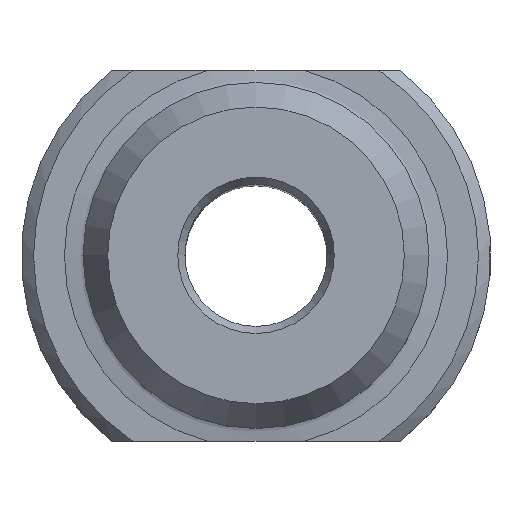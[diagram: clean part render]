
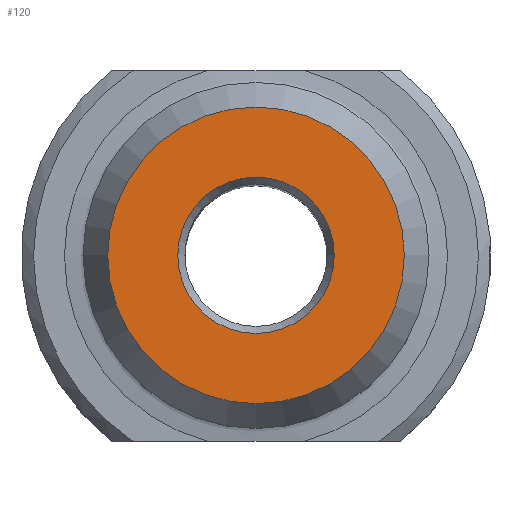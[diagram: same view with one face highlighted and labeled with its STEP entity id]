
A CAD part, top view. The second image highlights one B-rep face of the part: STEP entity #120.
In plain terms, the highlighted planar face has unit normal (0, 0, 1).
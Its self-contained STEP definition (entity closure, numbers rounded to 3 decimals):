
#40=FACE_BOUND('',#172,.T.);
#41=FACE_BOUND('',#173,.T.);
#120=ADVANCED_FACE('',(#40,#41),#148,.F.);
#148=PLANE('',#498);
#172=EDGE_LOOP('',(#286));
#173=EDGE_LOOP('',(#287));
#230=CIRCLE('',#496,12.);
#231=CIRCLE('',#497,6.327);
#286=ORIENTED_EDGE('',*,*,#414,.F.);
#287=ORIENTED_EDGE('',*,*,#415,.T.);
#366=VERTEX_POINT('',#772);
#367=VERTEX_POINT('',#774);
#414=EDGE_CURVE('',#366,#366,#230,.T.);
#415=EDGE_CURVE('',#367,#367,#231,.T.);
#496=AXIS2_PLACEMENT_3D('',#771,#597,#598);
#497=AXIS2_PLACEMENT_3D('',#773,#599,#600);
#498=AXIS2_PLACEMENT_3D('',#775,#601,#602);
#597=DIRECTION('',(0.,0.,-1.));
#598=DIRECTION('',(0.,1.,0.));
#599=DIRECTION('',(0.,0.,-1.));
#600=DIRECTION('',(0.,1.,0.));
#601=DIRECTION('',(0.,0.,-1.));
#602=DIRECTION('',(0.,1.,0.));
#771=CARTESIAN_POINT('',(0.,0.,34.));
#772=CARTESIAN_POINT('',(0.,12.,34.));
#773=CARTESIAN_POINT('',(0.,0.,34.));
#774=CARTESIAN_POINT('',(0.,6.327,34.));
#775=CARTESIAN_POINT('',(0.,6.327,34.));
